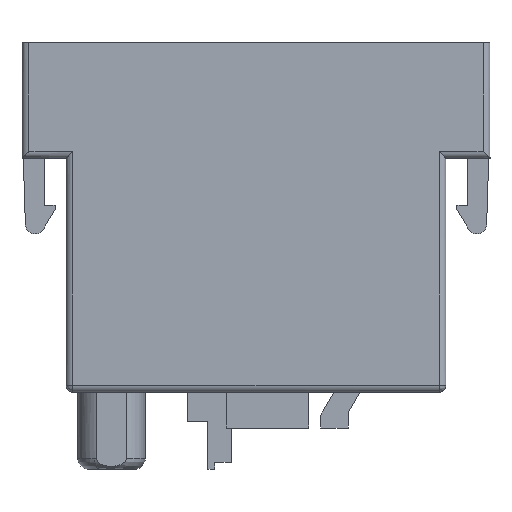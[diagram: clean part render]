
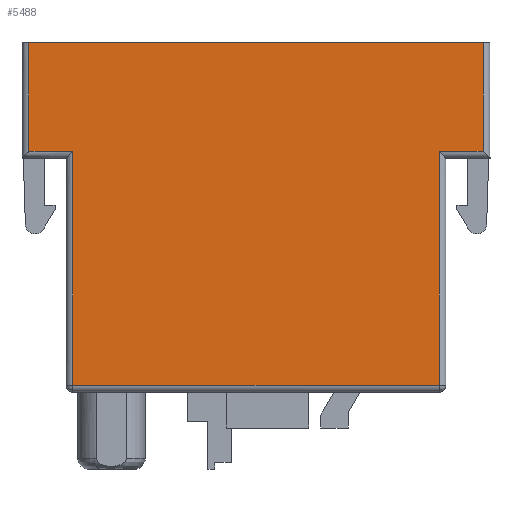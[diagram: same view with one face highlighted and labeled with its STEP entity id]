
A CAD part, front view. The second image highlights one B-rep face of the part: STEP entity #5488.
In plain terms, the highlighted planar face has unit normal (0, -1, 0).
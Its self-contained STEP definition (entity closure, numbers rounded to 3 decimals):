
#5438=AXIS2_PLACEMENT_3D('Plane Axis2P3D',#5435,#5436,#5437) ;
#1361=CARTESIAN_POINT('Vertex',(30.31,0.,6.1)) ;
#1364=CARTESIAN_POINT('Line Origine',(30.8,0.,6.1)) ;
#1368=CARTESIAN_POINT('Vertex',(3.69,0.,6.1)) ;
#4357=CARTESIAN_POINT('Vertex',(33.5,0.,31.)) ;
#4401=CARTESIAN_POINT('Vertex',(0.5,0.,31.)) ;
#4404=CARTESIAN_POINT('Line Origine',(17.,0.,31.)) ;
#5435=CARTESIAN_POINT('Axis2P3D Location',(35.8,0.,32.47)) ;
#5440=CARTESIAN_POINT('Line Origine',(3.69,0.,14.6)) ;
#5444=CARTESIAN_POINT('Vertex',(3.69,0.,23.1)) ;
#5447=CARTESIAN_POINT('Line Origine',(30.31,0.,14.6)) ;
#5451=CARTESIAN_POINT('Vertex',(30.31,0.,23.1)) ;
#5454=CARTESIAN_POINT('Line Origine',(31.905,0.,23.1)) ;
#5458=CARTESIAN_POINT('Vertex',(33.5,0.,23.1)) ;
#5461=CARTESIAN_POINT('Line Origine',(33.5,0.,27.05)) ;
#5466=CARTESIAN_POINT('Line Origine',(0.5,0.,27.05)) ;
#5470=CARTESIAN_POINT('Vertex',(0.5,0.,23.1)) ;
#5473=CARTESIAN_POINT('Line Origine',(2.095,0.,23.1)) ;
#1365=DIRECTION('Vector Direction',(-1.,0.,0.)) ;
#4405=DIRECTION('Vector Direction',(1.,0.,0.)) ;
#5436=DIRECTION('Axis2P3D Direction',(0.,1.,0.)) ;
#5437=DIRECTION('Axis2P3D XDirection',(0.,0.,-1.)) ;
#5441=DIRECTION('Vector Direction',(0.,0.,1.)) ;
#5448=DIRECTION('Vector Direction',(0.,0.,-1.)) ;
#5455=DIRECTION('Vector Direction',(-1.,0.,0.)) ;
#5462=DIRECTION('Vector Direction',(0.,0.,-1.)) ;
#5467=DIRECTION('Vector Direction',(0.,0.,1.)) ;
#5474=DIRECTION('Vector Direction',(-1.,0.,0.)) ;
#1366=VECTOR('Line Direction',#1365,1.) ;
#4406=VECTOR('Line Direction',#4405,1.) ;
#5442=VECTOR('Line Direction',#5441,1.) ;
#5449=VECTOR('Line Direction',#5448,1.) ;
#5456=VECTOR('Line Direction',#5455,1.) ;
#5463=VECTOR('Line Direction',#5462,1.) ;
#5468=VECTOR('Line Direction',#5467,1.) ;
#5475=VECTOR('Line Direction',#5474,1.) ;
#5479=ORIENTED_EDGE('',*,*,#5446,.F.) ;
#5480=ORIENTED_EDGE('',*,*,#1370,.F.) ;
#5481=ORIENTED_EDGE('',*,*,#5453,.F.) ;
#5482=ORIENTED_EDGE('',*,*,#5460,.F.) ;
#5483=ORIENTED_EDGE('',*,*,#5465,.F.) ;
#5484=ORIENTED_EDGE('',*,*,#4408,.F.) ;
#5485=ORIENTED_EDGE('',*,*,#5472,.F.) ;
#5486=ORIENTED_EDGE('',*,*,#5477,.F.) ;
#5488=ADVANCED_FACE('Hauptkoerper',(#5487),#5439,.F.) ;
#1370=EDGE_CURVE('',#1362,#1369,#1367,.T.) ;
#4408=EDGE_CURVE('',#4402,#4358,#4407,.T.) ;
#5446=EDGE_CURVE('',#1369,#5445,#5443,.T.) ;
#5453=EDGE_CURVE('',#5452,#1362,#5450,.T.) ;
#5460=EDGE_CURVE('',#5459,#5452,#5457,.T.) ;
#5465=EDGE_CURVE('',#4358,#5459,#5464,.T.) ;
#5472=EDGE_CURVE('',#5471,#4402,#5469,.T.) ;
#5477=EDGE_CURVE('',#5445,#5471,#5476,.T.) ;
#5478=EDGE_LOOP('',(#5479,#5480,#5481,#5482,#5483,#5484,#5485,#5486)) ;
#5487=FACE_OUTER_BOUND('',#5478,.T.) ;
#1367=LINE('Line',#1364,#1366) ;
#4407=LINE('Line',#4404,#4406) ;
#5443=LINE('Line',#5440,#5442) ;
#5450=LINE('Line',#5447,#5449) ;
#5457=LINE('Line',#5454,#5456) ;
#5464=LINE('Line',#5461,#5463) ;
#5469=LINE('Line',#5466,#5468) ;
#5476=LINE('Line',#5473,#5475) ;
#5439=PLANE('',#5438) ;
#1362=VERTEX_POINT('',#1361) ;
#1369=VERTEX_POINT('',#1368) ;
#4358=VERTEX_POINT('',#4357) ;
#4402=VERTEX_POINT('',#4401) ;
#5445=VERTEX_POINT('',#5444) ;
#5452=VERTEX_POINT('',#5451) ;
#5459=VERTEX_POINT('',#5458) ;
#5471=VERTEX_POINT('',#5470) ;
